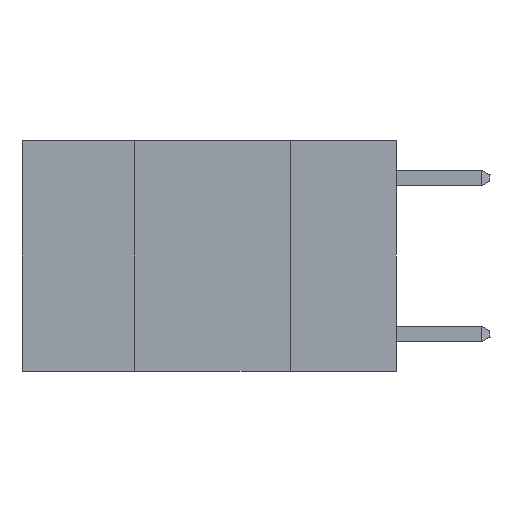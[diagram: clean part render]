
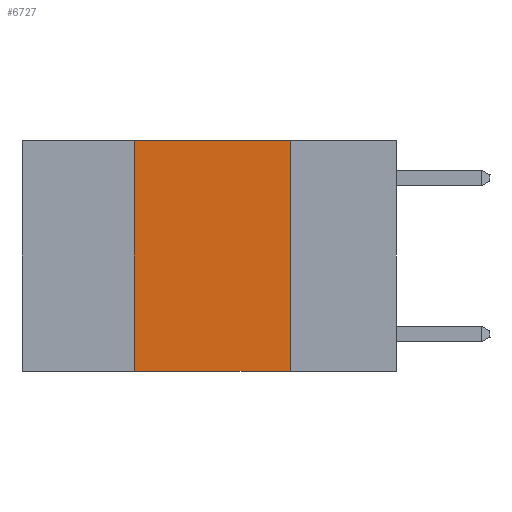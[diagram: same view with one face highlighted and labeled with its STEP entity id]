
A CAD part, left-side view. The second image highlights one B-rep face of the part: STEP entity #6727.
In plain terms, the highlighted planar face has unit normal (-1, 0, 0).
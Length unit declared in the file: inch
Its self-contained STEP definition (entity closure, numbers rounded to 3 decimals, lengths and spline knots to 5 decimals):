
#806 = CARTESIAN_POINT ( 'NONE',  ( 0., 0.17, 0. ) ) ;
#1163 = AXIS2_PLACEMENT_3D ( 'NONE', #3671, #13411, #11224 ) ;
#1886 = VERTEX_POINT ( 'NONE', #7025 ) ;
#2463 = ORIENTED_EDGE ( 'NONE', *, *, #9044, .F. ) ;
#2522 = EDGE_CURVE ( 'NONE', #1886, #5919, #13467, .T. ) ;
#2764 = ORIENTED_EDGE ( 'NONE', *, *, #8005, .T. ) ;
#2827 = LINE ( 'NONE', #806, #3095 ) ;
#3095 = VECTOR ( 'NONE', #10606, 39.37008 ) ;
#3240 = VERTEX_POINT ( 'NONE', #3409 ) ;
#3354 = VECTOR ( 'NONE', #8029, 39.37008 ) ;
#3409 = CARTESIAN_POINT ( 'NONE',  ( 0., 0.42, -0.37 ) ) ;
#3556 = EDGE_CURVE ( 'NONE', #5919, #8416, #2827, .T. ) ;
#3592 = ORIENTED_EDGE ( 'NONE', *, *, #2522, .F. ) ;
#3671 = CARTESIAN_POINT ( 'NONE',  ( 0., 0.6, 0. ) ) ;
#3875 = PLANE ( 'NONE',  #1163 ) ;
#4195 = CARTESIAN_POINT ( 'NONE',  ( 0., 0.42, 0. ) ) ;
#4868 = CARTESIAN_POINT ( 'NONE',  ( 0., 0.6, 0. ) ) ;
#5043 = ORIENTED_EDGE ( 'NONE', *, *, #3556, .F. ) ;
#5150 = CARTESIAN_POINT ( 'NONE',  ( 0., 0.17, 0. ) ) ;
#5919 = VERTEX_POINT ( 'NONE', #5150 ) ;
#6727 = ADVANCED_FACE ( 'NONE', ( #12397 ), #3875, .F. ) ;
#6925 = LINE ( 'NONE', #13622, #12960 ) ;
#7025 = CARTESIAN_POINT ( 'NONE',  ( 0., 0.42, 0. ) ) ;
#8005 = EDGE_CURVE ( 'NONE', #3240, #8416, #6925, .T. ) ;
#8029 = DIRECTION ( 'NONE',  ( 0., -1., 0. ) ) ;
#8416 = VERTEX_POINT ( 'NONE', #12449 ) ;
#9044 = EDGE_CURVE ( 'NONE', #3240, #1886, #11377, .T. ) ;
#10235 = DIRECTION ( 'NONE',  ( 0., -1., 0. ) ) ;
#10606 = DIRECTION ( 'NONE',  ( 0., 0., -1. ) ) ;
#10631 = VECTOR ( 'NONE', #12929, 39.37008 ) ;
#10900 = EDGE_LOOP ( 'NONE', ( #5043, #3592, #2463, #2764 ) ) ;
#11224 = DIRECTION ( 'NONE',  ( 0., 0., -1. ) ) ;
#11377 = LINE ( 'NONE', #4195, #10631 ) ;
#12397 = FACE_OUTER_BOUND ( 'NONE', #10900, .T. ) ;
#12449 = CARTESIAN_POINT ( 'NONE',  ( 0., 0.17, -0.37 ) ) ;
#12929 = DIRECTION ( 'NONE',  ( 0., 0., 1. ) ) ;
#12960 = VECTOR ( 'NONE', #10235, 39.37008 ) ;
#13411 = DIRECTION ( 'NONE',  ( 1., 0., 0. ) ) ;
#13467 = LINE ( 'NONE', #4868, #3354 ) ;
#13622 = CARTESIAN_POINT ( 'NONE',  ( 0., 0.6, -0.37 ) ) ;
